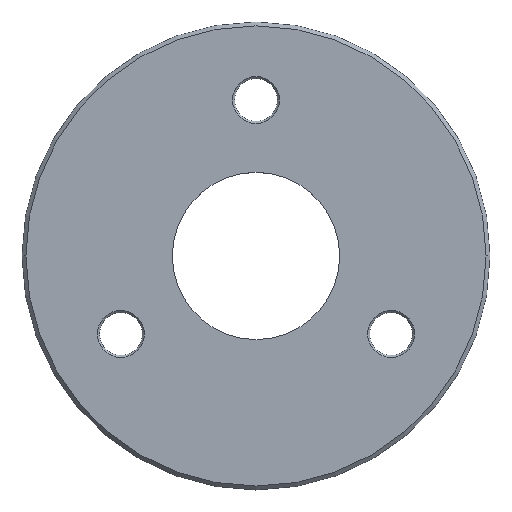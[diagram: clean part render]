
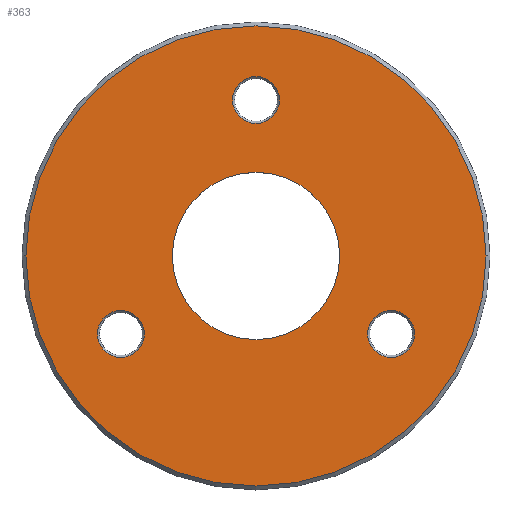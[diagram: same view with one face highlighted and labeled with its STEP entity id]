
A CAD part, top view. The second image highlights one B-rep face of the part: STEP entity #363.
In plain terms, the highlighted planar face has unit normal (0, 0, 1).
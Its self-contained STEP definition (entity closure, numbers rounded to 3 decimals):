
#18 = CIRCLE ( 'NONE', #298, 59. ) ;
#22 = ORIENTED_EDGE ( 'NONE', *, *, #548, .T. ) ;
#29 = ORIENTED_EDGE ( 'NONE', *, *, #514, .F. ) ;
#38 = ORIENTED_EDGE ( 'NONE', *, *, #184, .F. ) ;
#59 = CARTESIAN_POINT ( 'NONE',  ( -28.641, -20., 6. ) ) ;
#61 = CARTESIAN_POINT ( 'NONE',  ( -6., 40., 6. ) ) ;
#84 = VERTEX_POINT ( 'NONE', #436 ) ;
#92 = AXIS2_PLACEMENT_3D ( 'NONE', #667, #346, #464 ) ;
#96 = CARTESIAN_POINT ( 'NONE',  ( 0., 0., 6. ) ) ;
#98 = DIRECTION ( 'NONE',  ( 0., 0., -1. ) ) ;
#99 = FACE_BOUND ( 'NONE', #266, .T. ) ;
#104 = DIRECTION ( 'NONE',  ( 1., 0., 0. ) ) ;
#110 = CARTESIAN_POINT ( 'NONE',  ( 21.45, 0., 6. ) ) ;
#119 = DIRECTION ( 'NONE',  ( 0., 0., -1. ) ) ;
#121 = CARTESIAN_POINT ( 'NONE',  ( -59., 0., 6. ) ) ;
#124 = DIRECTION ( 'NONE',  ( 1., 0., 0. ) ) ;
#125 = ORIENTED_EDGE ( 'NONE', *, *, #649, .T. ) ;
#127 = CIRCLE ( 'NONE', #584, 59. ) ;
#128 = ORIENTED_EDGE ( 'NONE', *, *, #265, .T. ) ;
#135 = AXIS2_PLACEMENT_3D ( 'NONE', #538, #98, #604 ) ;
#139 = VERTEX_POINT ( 'NONE', #59 ) ;
#141 = VERTEX_POINT ( 'NONE', #61 ) ;
#156 = ORIENTED_EDGE ( 'NONE', *, *, #602, .T. ) ;
#184 = EDGE_CURVE ( 'NONE', #653, #323, #646, .T. ) ;
#193 = EDGE_CURVE ( 'NONE', #258, #778, #362, .T. ) ;
#196 = VERTEX_POINT ( 'NONE', #121 ) ;
#216 = DIRECTION ( 'NONE',  ( 1., 0., 0. ) ) ;
#220 = DIRECTION ( 'NONE',  ( 0., 0., 1. ) ) ;
#237 = CIRCLE ( 'NONE', #748, 6. ) ;
#258 = VERTEX_POINT ( 'NONE', #740 ) ;
#265 = EDGE_CURVE ( 'NONE', #515, #196, #18, .T. ) ;
#266 = EDGE_LOOP ( 'NONE', ( #29, #38 ) ) ;
#269 = CIRCLE ( 'NONE', #714, 6. ) ;
#282 = DIRECTION ( 'NONE',  ( 0., 0., -1. ) ) ;
#294 = DIRECTION ( 'NONE',  ( 1., 0., 0. ) ) ;
#298 = AXIS2_PLACEMENT_3D ( 'NONE', #725, #794, #216 ) ;
#303 = DIRECTION ( 'NONE',  ( 0., 0., -1. ) ) ;
#323 = VERTEX_POINT ( 'NONE', #357 ) ;
#335 = DIRECTION ( 'NONE',  ( 1., 0., 0. ) ) ;
#343 = FACE_OUTER_BOUND ( 'NONE', #474, .T. ) ;
#345 = EDGE_CURVE ( 'NONE', #778, #258, #517, .T. ) ;
#346 = DIRECTION ( 'NONE',  ( 0., 0., 1. ) ) ;
#357 = CARTESIAN_POINT ( 'NONE',  ( -21.45, 0., 6. ) ) ;
#362 = CIRCLE ( 'NONE', #444, 6. ) ;
#363 = ADVANCED_FACE ( 'NONE', ( #790, #664, #668, #343, #99 ), #418, .T. ) ;
#368 = AXIS2_PLACEMENT_3D ( 'NONE', #96, #220, #335 ) ;
#370 = DIRECTION ( 'NONE',  ( 0., 0., -1. ) ) ;
#377 = EDGE_CURVE ( 'NONE', #196, #515, #127, .T. ) ;
#395 = EDGE_LOOP ( 'NONE', ( #156, #125 ) ) ;
#403 = CARTESIAN_POINT ( 'NONE',  ( 34.641, -20., 6. ) ) ;
#404 = ORIENTED_EDGE ( 'NONE', *, *, #345, .T. ) ;
#418 = PLANE ( 'NONE',  #368 ) ;
#422 = DIRECTION ( 'NONE',  ( 1., 0., 0. ) ) ;
#428 = CIRCLE ( 'NONE', #632, 6. ) ;
#429 = DIRECTION ( 'NONE',  ( 0., 0., -1. ) ) ;
#436 = CARTESIAN_POINT ( 'NONE',  ( 6., 40., 6. ) ) ;
#439 = DIRECTION ( 'NONE',  ( 0., 0., 1. ) ) ;
#443 = CARTESIAN_POINT ( 'NONE',  ( 28.641, -20., 6. ) ) ;
#444 = AXIS2_PLACEMENT_3D ( 'NONE', #491, #370, #820 ) ;
#448 = EDGE_LOOP ( 'NONE', ( #22, #731 ) ) ;
#464 = DIRECTION ( 'NONE',  ( 1., 0., 0. ) ) ;
#474 = EDGE_LOOP ( 'NONE', ( #648, #128 ) ) ;
#479 = CARTESIAN_POINT ( 'NONE',  ( -40.641, -20., 6. ) ) ;
#491 = CARTESIAN_POINT ( 'NONE',  ( 34.641, -20., 6. ) ) ;
#496 = CIRCLE ( 'NONE', #135, 6. ) ;
#502 = CARTESIAN_POINT ( 'NONE',  ( -34.641, -20., 6. ) ) ;
#513 = EDGE_LOOP ( 'NONE', ( #636, #404 ) ) ;
#514 = EDGE_CURVE ( 'NONE', #323, #653, #780, .T. ) ;
#515 = VERTEX_POINT ( 'NONE', #718 ) ;
#517 = CIRCLE ( 'NONE', #723, 6. ) ;
#537 = VERTEX_POINT ( 'NONE', #479 ) ;
#538 = CARTESIAN_POINT ( 'NONE',  ( 0., 40., 6. ) ) ;
#548 = EDGE_CURVE ( 'NONE', #84, #141, #496, .T. ) ;
#576 = AXIS2_PLACEMENT_3D ( 'NONE', #690, #439, #124 ) ;
#584 = AXIS2_PLACEMENT_3D ( 'NONE', #652, #597, #294 ) ;
#587 = EDGE_CURVE ( 'NONE', #141, #84, #428, .T. ) ;
#594 = DIRECTION ( 'NONE',  ( 1., 0., 0. ) ) ;
#597 = DIRECTION ( 'NONE',  ( 0., 0., 1. ) ) ;
#602 = EDGE_CURVE ( 'NONE', #139, #537, #237, .T. ) ;
#604 = DIRECTION ( 'NONE',  ( 1., 0., 0. ) ) ;
#620 = CARTESIAN_POINT ( 'NONE',  ( 0., 40., 6. ) ) ;
#632 = AXIS2_PLACEMENT_3D ( 'NONE', #620, #119, #422 ) ;
#636 = ORIENTED_EDGE ( 'NONE', *, *, #193, .T. ) ;
#646 = CIRCLE ( 'NONE', #576, 21.45 ) ;
#648 = ORIENTED_EDGE ( 'NONE', *, *, #377, .T. ) ;
#649 = EDGE_CURVE ( 'NONE', #537, #139, #269, .T. ) ;
#652 = CARTESIAN_POINT ( 'NONE',  ( 0., 0., 6. ) ) ;
#653 = VERTEX_POINT ( 'NONE', #110 ) ;
#664 = FACE_BOUND ( 'NONE', #513, .T. ) ;
#667 = CARTESIAN_POINT ( 'NONE',  ( 0., 0., 6. ) ) ;
#668 = FACE_BOUND ( 'NONE', #448, .T. ) ;
#673 = CARTESIAN_POINT ( 'NONE',  ( -34.641, -20., 6. ) ) ;
#679 = DIRECTION ( 'NONE',  ( 1., 0., 0. ) ) ;
#690 = CARTESIAN_POINT ( 'NONE',  ( 0., 0., 6. ) ) ;
#714 = AXIS2_PLACEMENT_3D ( 'NONE', #502, #429, #679 ) ;
#718 = CARTESIAN_POINT ( 'NONE',  ( 59., 0., 6. ) ) ;
#723 = AXIS2_PLACEMENT_3D ( 'NONE', #403, #282, #594 ) ;
#725 = CARTESIAN_POINT ( 'NONE',  ( 0., 0., 6. ) ) ;
#731 = ORIENTED_EDGE ( 'NONE', *, *, #587, .T. ) ;
#740 = CARTESIAN_POINT ( 'NONE',  ( 40.641, -20., 6. ) ) ;
#748 = AXIS2_PLACEMENT_3D ( 'NONE', #673, #303, #104 ) ;
#778 = VERTEX_POINT ( 'NONE', #443 ) ;
#780 = CIRCLE ( 'NONE', #92, 21.45 ) ;
#790 = FACE_BOUND ( 'NONE', #395, .T. ) ;
#794 = DIRECTION ( 'NONE',  ( 0., 0., 1. ) ) ;
#820 = DIRECTION ( 'NONE',  ( 1., 0., 0. ) ) ;
